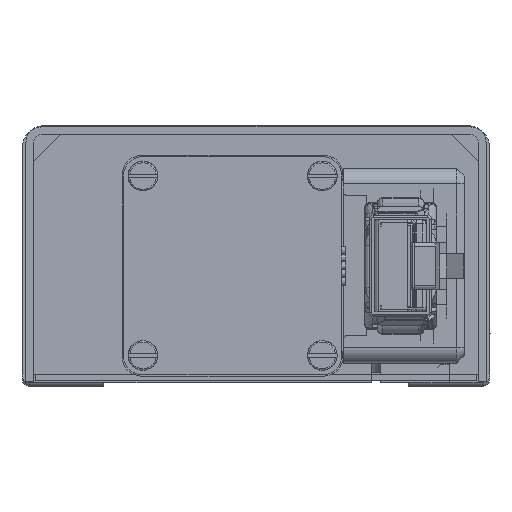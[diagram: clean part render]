
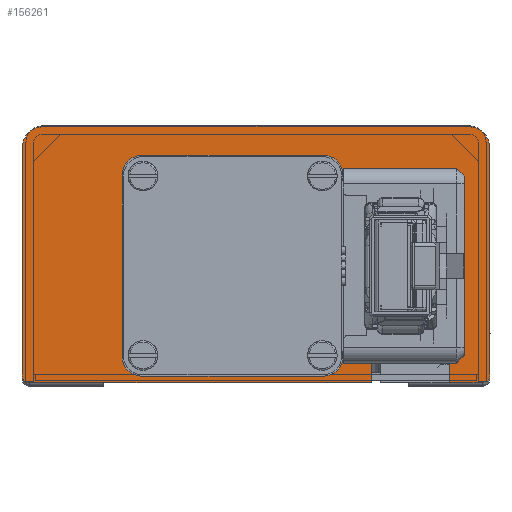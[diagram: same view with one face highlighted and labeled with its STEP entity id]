
A CAD part, front view. The second image highlights one B-rep face of the part: STEP entity #156261.
In plain terms, the highlighted face is planar.
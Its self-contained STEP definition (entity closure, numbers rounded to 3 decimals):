
#6562=CIRCLE('',#164968,1.);
#6563=CIRCLE('',#164969,3.);
#6564=CIRCLE('',#164970,3.);
#6565=CIRCLE('',#164971,1.);
#6566=CIRCLE('',#164972,5.);
#6567=CIRCLE('',#164973,11.);
#37520=ORIENTED_EDGE('',*,*,#57945,.F.);
#37521=ORIENTED_EDGE('',*,*,#57946,.T.);
#37522=ORIENTED_EDGE('',*,*,#57947,.F.);
#37523=ORIENTED_EDGE('',*,*,#57948,.T.);
#37524=ORIENTED_EDGE('',*,*,#57949,.F.);
#37525=ORIENTED_EDGE('',*,*,#57950,.T.);
#37526=ORIENTED_EDGE('',*,*,#57951,.F.);
#37527=ORIENTED_EDGE('',*,*,#57952,.T.);
#37528=ORIENTED_EDGE('',*,*,#57953,.F.);
#37529=ORIENTED_EDGE('',*,*,#57954,.F.);
#37530=ORIENTED_EDGE('',*,*,#57955,.F.);
#37531=ORIENTED_EDGE('',*,*,#57956,.F.);
#37532=ORIENTED_EDGE('',*,*,#57957,.T.);
#57945=EDGE_CURVE('',#70659,#70660,#84103,.T.);
#57946=EDGE_CURVE('',#70659,#70661,#6562,.T.);
#57947=EDGE_CURVE('',#70662,#70661,#84104,.T.);
#57948=EDGE_CURVE('',#70662,#70663,#6563,.T.);
#57949=EDGE_CURVE('',#70664,#70663,#84105,.T.);
#57950=EDGE_CURVE('',#70664,#70665,#6564,.T.);
#57951=EDGE_CURVE('',#70666,#70665,#84106,.T.);
#57952=EDGE_CURVE('',#70666,#70667,#6565,.T.);
#57953=EDGE_CURVE('',#70668,#70667,#84107,.T.);
#57954=EDGE_CURVE('',#70669,#70668,#84108,.T.);
#57955=EDGE_CURVE('',#70670,#70669,#6566,.T.);
#57956=EDGE_CURVE('',#70660,#70670,#84109,.T.);
#57957=EDGE_CURVE('',#70671,#70671,#6567,.T.);
#70659=VERTEX_POINT('',#256746);
#70660=VERTEX_POINT('',#256747);
#70661=VERTEX_POINT('',#256749);
#70662=VERTEX_POINT('',#256751);
#70663=VERTEX_POINT('',#256753);
#70664=VERTEX_POINT('',#256755);
#70665=VERTEX_POINT('',#256757);
#70666=VERTEX_POINT('',#256759);
#70667=VERTEX_POINT('',#256761);
#70668=VERTEX_POINT('',#256763);
#70669=VERTEX_POINT('',#256765);
#70670=VERTEX_POINT('',#256767);
#70671=VERTEX_POINT('',#256770);
#84103=LINE('',#256745,#97232);
#84104=LINE('',#256750,#97233);
#84105=LINE('',#256754,#97234);
#84106=LINE('',#256758,#97235);
#84107=LINE('',#256762,#97236);
#84108=LINE('',#256764,#97237);
#84109=LINE('',#256768,#97238);
#97232=VECTOR('',#193244,1000.);
#97233=VECTOR('',#193247,1000.);
#97234=VECTOR('',#193250,1000.);
#97235=VECTOR('',#193253,1000.);
#97236=VECTOR('',#193256,1000.);
#97237=VECTOR('',#193257,1000.);
#97238=VECTOR('',#193260,1000.);
#104975=EDGE_LOOP('',(#37520,#37521,#37522,#37523,#37524,#37525,#37526,
#37527,#37528,#37529,#37530,#37531));
#104976=EDGE_LOOP('',(#37532));
#112507=FACE_BOUND('',#104975,.T.);
#112508=FACE_BOUND('',#104976,.T.);
#117579=PLANE('',#164967);
#156261=ADVANCED_FACE('',(#112507,#112508),#117579,.F.);
#164967=AXIS2_PLACEMENT_3D('',#256744,#193242,#193243);
#164968=AXIS2_PLACEMENT_3D('',#256748,#193245,#193246);
#164969=AXIS2_PLACEMENT_3D('',#256752,#193248,#193249);
#164970=AXIS2_PLACEMENT_3D('',#256756,#193251,#193252);
#164971=AXIS2_PLACEMENT_3D('',#256760,#193254,#193255);
#164972=AXIS2_PLACEMENT_3D('',#256766,#193258,#193259);
#164973=AXIS2_PLACEMENT_3D('',#256769,#193261,#193262);
#193242=DIRECTION('',(0.,0.,-1.));
#193243=DIRECTION('',(-1.,0.,0.));
#193244=DIRECTION('',(-1.,0.,0.));
#193245=DIRECTION('',(0.,0.,1.));
#193246=DIRECTION('',(-1.,0.,0.));
#193247=DIRECTION('',(0.,-1.,0.));
#193248=DIRECTION('',(0.,0.,1.));
#193249=DIRECTION('',(-1.,0.,0.));
#193250=DIRECTION('',(1.,0.,0.));
#193251=DIRECTION('',(0.,0.,1.));
#193252=DIRECTION('',(-1.,0.,0.));
#193253=DIRECTION('',(0.,1.,0.));
#193254=DIRECTION('',(0.,0.,1.));
#193255=DIRECTION('',(-1.,0.,0.));
#193256=DIRECTION('',(-1.,0.,0.));
#193257=DIRECTION('',(0.,-1.,0.));
#193258=DIRECTION('',(0.,0.,1.));
#193259=DIRECTION('',(-1.,0.,0.));
#193260=DIRECTION('',(0.,1.,0.));
#193261=DIRECTION('',(0.,0.,-1.));
#193262=DIRECTION('',(-1.,0.,0.));
#256744=CARTESIAN_POINT('',(-30.,0.5,433.));
#256745=CARTESIAN_POINT('',(-30.,0.5,433.));
#256746=CARTESIAN_POINT('',(29.,0.5,433.));
#256747=CARTESIAN_POINT('',(24.8,0.5,433.));
#256748=CARTESIAN_POINT('',(29.,1.5,433.));
#256749=CARTESIAN_POINT('',(30.,1.5,433.));
#256750=CARTESIAN_POINT('',(30.,0.5,433.));
#256751=CARTESIAN_POINT('',(30.,30.5,433.));
#256752=CARTESIAN_POINT('',(27.,30.5,433.));
#256753=CARTESIAN_POINT('',(27.,33.5,433.));
#256754=CARTESIAN_POINT('',(-30.,33.5,433.));
#256755=CARTESIAN_POINT('',(-27.,33.5,433.));
#256756=CARTESIAN_POINT('',(-27.,30.5,433.));
#256757=CARTESIAN_POINT('',(-30.,30.5,433.));
#256758=CARTESIAN_POINT('',(-30.,0.5,433.));
#256759=CARTESIAN_POINT('',(-30.,1.5,433.));
#256760=CARTESIAN_POINT('',(-29.,1.5,433.));
#256761=CARTESIAN_POINT('',(-29.,0.5,433.));
#256762=CARTESIAN_POINT('',(-30.,0.5,433.));
#256763=CARTESIAN_POINT('',(14.8,0.5,433.));
#256764=CARTESIAN_POINT('',(14.8,0.5,433.));
#256765=CARTESIAN_POINT('',(14.8,8.5,433.));
#256766=CARTESIAN_POINT('',(19.8,8.5,433.));
#256767=CARTESIAN_POINT('',(24.8,8.5,433.));
#256768=CARTESIAN_POINT('',(24.8,0.5,433.));
#256769=CARTESIAN_POINT('',(-3.,15.5,433.));
#256770=CARTESIAN_POINT('',(-14.,15.5,433.));
